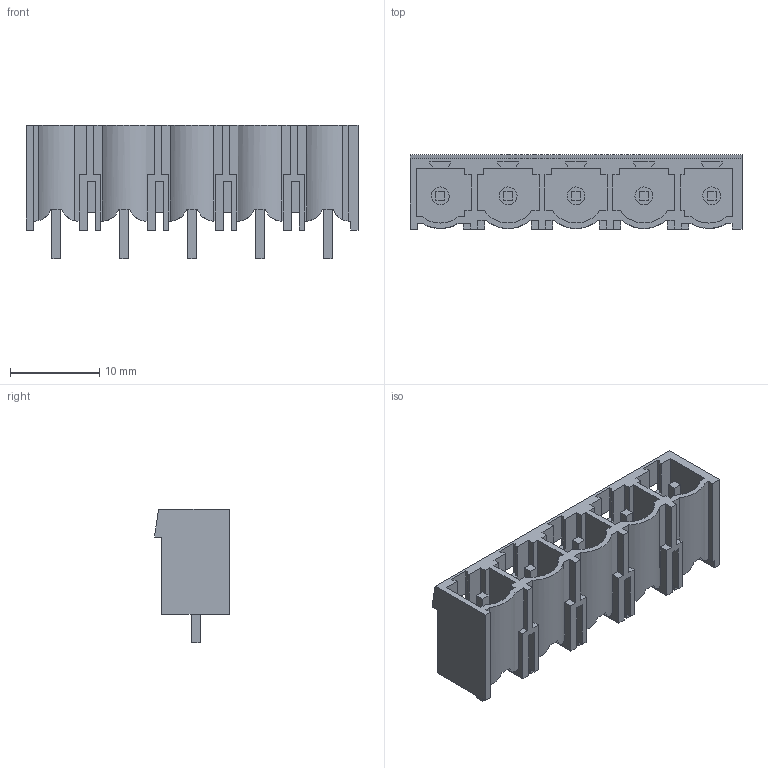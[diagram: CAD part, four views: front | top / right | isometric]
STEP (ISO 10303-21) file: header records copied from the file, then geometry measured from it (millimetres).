
FILE_DESCRIPTION(('CATIA V5 STEP Exchange','CAx-IF Rec.Pracs.--- Model Styling and Organization---1.4--- 2014-01-23'),'2;1');
FILE_NAME ('D1447747_1_1048900000_1048900000.stp','2021-05-20T12:34:11+00:00',('none'),('Weidmueller'),'CATIA Version 5-6 Release 2016 SP3 HF44','CATIA V5 STEP AP214','none');
FILE_SCHEMA(('AUTOMOTIVE_DESIGN { 1 0 10303 214 1 1 1 1 }'));
Length unit declared in the file: millimetre
Products named in the file (1): 1048900000
Bounding box: 37.28 x 8.4 x 14.95 mm (x, y, z)
Volume: 1366.5 mm3; surface area: 3358.2 mm2
Topology: 6 solids, 6 shells, 246 faces, 703 edges, 469 vertices
Faces by surface type: plane 210, cylinder 36
Entity records: 7657 total; most frequent: CARTESIAN_POINT 1542, ORIENTED_EDGE 1406, DIRECTION 1013, EDGE_CURVE 703, VECTOR 620, LINE 620, VERTEX_POINT 469, EDGE_LOOP 256
